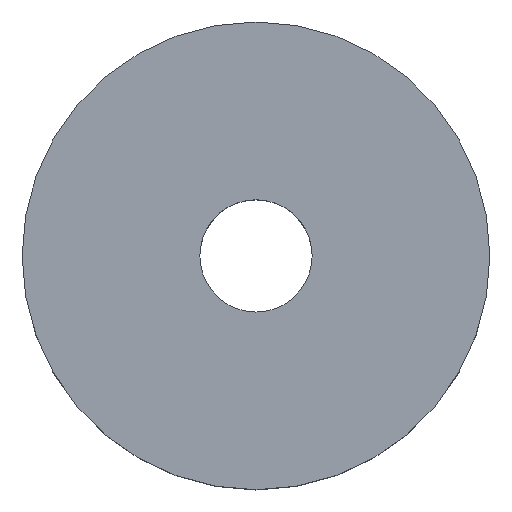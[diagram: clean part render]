
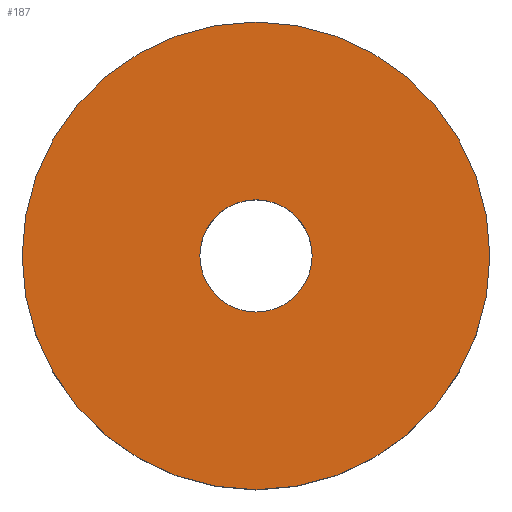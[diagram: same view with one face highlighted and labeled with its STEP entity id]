
A CAD part, top view. The second image highlights one B-rep face of the part: STEP entity #187.
In plain terms, the highlighted planar face has unit normal (0, 0, 1).
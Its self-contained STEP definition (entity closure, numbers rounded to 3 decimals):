
#1 = DIRECTION ( 'NONE',  ( 0., 0., 1. ) ) ;
#3 = AXIS2_PLACEMENT_3D ( 'NONE', #109, #18, #232 ) ;
#5 = ORIENTED_EDGE ( 'NONE', *, *, #35, .T. ) ;
#7 = VERTEX_POINT ( 'NONE', #10 ) ;
#10 = CARTESIAN_POINT ( 'NONE',  ( -17.5, 0., 10. ) ) ;
#11 = VERTEX_POINT ( 'NONE', #204 ) ;
#16 = CARTESIAN_POINT ( 'NONE',  ( 0., 0., 10. ) ) ;
#18 = DIRECTION ( 'NONE',  ( 0., 0., 1. ) ) ;
#26 = CIRCLE ( 'NONE', #3, 4.2 ) ;
#27 = AXIS2_PLACEMENT_3D ( 'NONE', #16, #96, #172 ) ;
#35 = EDGE_CURVE ( 'NONE', #7, #218, #152, .T. ) ;
#47 = ORIENTED_EDGE ( 'NONE', *, *, #151, .F. ) ;
#55 = PLANE ( 'NONE',  #88 ) ;
#76 = EDGE_CURVE ( 'NONE', #86, #11, #26, .T. ) ;
#86 = VERTEX_POINT ( 'NONE', #192 ) ;
#88 = AXIS2_PLACEMENT_3D ( 'NONE', #95, #171, #135 ) ;
#92 = ORIENTED_EDGE ( 'NONE', *, *, #76, .F. ) ;
#95 = CARTESIAN_POINT ( 'NONE',  ( 0., 0., 10. ) ) ;
#96 = DIRECTION ( 'NONE',  ( 0., 0., 1. ) ) ;
#100 = EDGE_LOOP ( 'NONE', ( #92, #47 ) ) ;
#109 = CARTESIAN_POINT ( 'NONE',  ( 0., 0., 10. ) ) ;
#120 = CIRCLE ( 'NONE', #27, 4.2 ) ;
#121 = DIRECTION ( 'NONE',  ( 1., 0., 0. ) ) ;
#135 = DIRECTION ( 'NONE',  ( 1., 0., 0. ) ) ;
#145 = CARTESIAN_POINT ( 'NONE',  ( 0., 0., 10. ) ) ;
#150 = FACE_BOUND ( 'NONE', #100, .T. ) ;
#151 = EDGE_CURVE ( 'NONE', #11, #86, #120, .T. ) ;
#152 = CIRCLE ( 'NONE', #183, 17.5 ) ;
#153 = CARTESIAN_POINT ( 'NONE',  ( 17.5, 0., 10. ) ) ;
#160 = AXIS2_PLACEMENT_3D ( 'NONE', #249, #1, #195 ) ;
#171 = DIRECTION ( 'NONE',  ( 0., 0., 1. ) ) ;
#172 = DIRECTION ( 'NONE',  ( 1., 0., 0. ) ) ;
#179 = ORIENTED_EDGE ( 'NONE', *, *, #216, .T. ) ;
#183 = AXIS2_PLACEMENT_3D ( 'NONE', #145, #224, #121 ) ;
#184 = CIRCLE ( 'NONE', #160, 17.5 ) ;
#187 = ADVANCED_FACE ( 'NONE', ( #247, #150 ), #55, .T. ) ;
#192 = CARTESIAN_POINT ( 'NONE',  ( -4.2, 0., 10. ) ) ;
#195 = DIRECTION ( 'NONE',  ( 1., 0., 0. ) ) ;
#204 = CARTESIAN_POINT ( 'NONE',  ( 4.2, 0., 10. ) ) ;
#216 = EDGE_CURVE ( 'NONE', #218, #7, #184, .T. ) ;
#218 = VERTEX_POINT ( 'NONE', #153 ) ;
#224 = DIRECTION ( 'NONE',  ( 0., 0., 1. ) ) ;
#232 = DIRECTION ( 'NONE',  ( 1., 0., 0. ) ) ;
#242 = EDGE_LOOP ( 'NONE', ( #5, #179 ) ) ;
#247 = FACE_OUTER_BOUND ( 'NONE', #242, .T. ) ;
#249 = CARTESIAN_POINT ( 'NONE',  ( 0., 0., 10. ) ) ;
